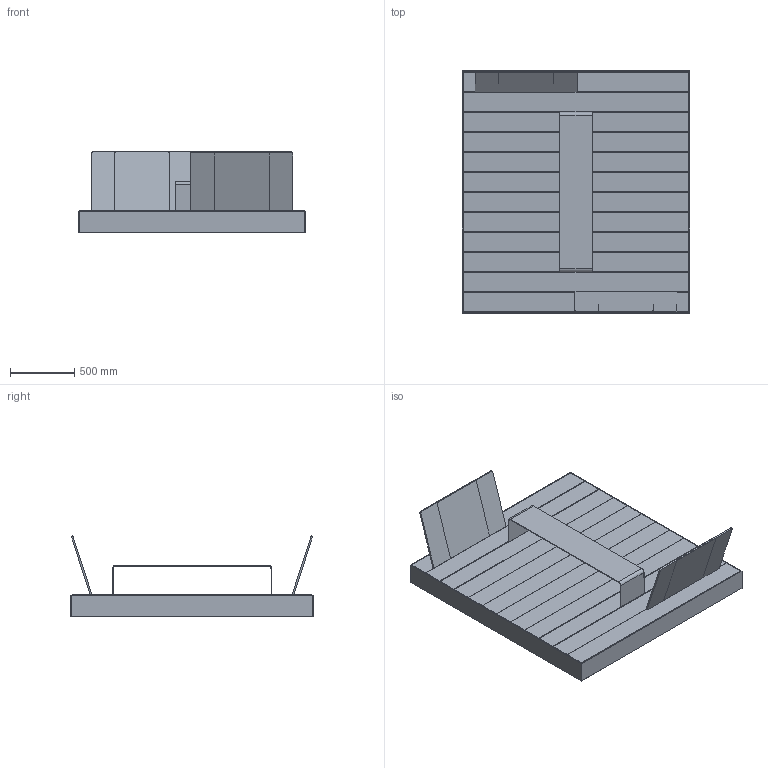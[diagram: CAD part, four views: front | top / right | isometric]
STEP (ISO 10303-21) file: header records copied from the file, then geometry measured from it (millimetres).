
FILE_DESCRIPTION(/* description */ (''),/* implementation_level */ '2;1');
FILE_NAME(/* name */ 'MO-1677-2D24-1T44',/* time_stamp */ '2024-03-14T15:48:05+01:00',/* author */ (''),/* organization */ (''),/* preprocessor_version */ 'ST-DEVELOPER v19.2',/* originating_system */ 'Rhino 8.4',/* authorisation */ '');
FILE_SCHEMA (('CONFIG_CONTROL_DESIGN'));
Length unit declared in the file: inch
Products named in the file (1): Document
Bounding box: 1765.3 x 1879.6 x 622.3 mm (x, y, z)
Volume: 212324835.3 mm3; surface area: 26655144.6 mm2
Topology: 36 solids, 36 shells, 256 faces, 552 edges, 368 vertices
Faces by surface type: plane 232, cylinder 24
Entity records: 6254 total; most frequent: CARTESIAN_POINT 1778, ORIENTED_EDGE 1104, EDGE_CURVE 552, B_SPLINE_CURVE_WITH_KNOTS 504, VERTEX_POINT 368, DIRECTION 356, AXIS2_PLACEMENT_3D 306, EDGE_LOOP 260
